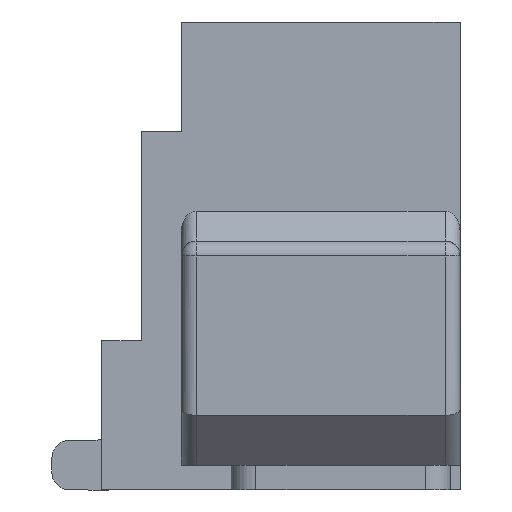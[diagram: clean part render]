
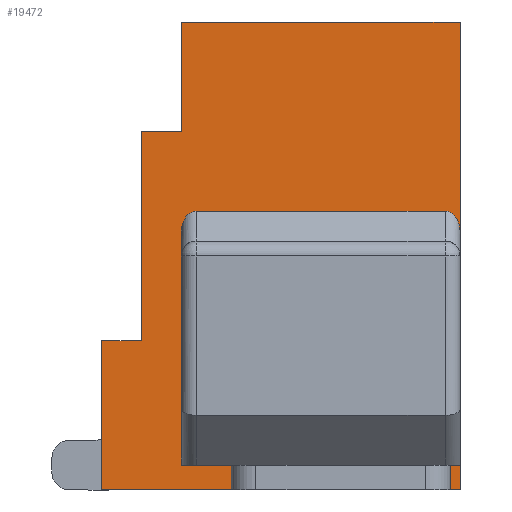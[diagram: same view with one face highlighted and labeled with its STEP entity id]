
A CAD part, left-side view. The second image highlights one B-rep face of the part: STEP entity #19472.
In plain terms, the highlighted planar face has unit normal (-1, 0, 0).
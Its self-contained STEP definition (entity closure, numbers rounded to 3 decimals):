
#96 = CARTESIAN_POINT ( 'NONE',  ( -3.375, -2.7, 2.588 ) ) ;
#226 = VECTOR ( 'NONE', #12987, 1000. ) ;
#389 = CARTESIAN_POINT ( 'NONE',  ( -3.375, -0.05, 2.8 ) ) ;
#503 = CARTESIAN_POINT ( 'NONE',  ( -3.375, 0.1, 0.25 ) ) ;
#828 = VECTOR ( 'NONE', #10550, 1000. ) ;
#884 = AXIS2_PLACEMENT_3D ( 'NONE', #17333, #18567, #1346 ) ;
#1062 = LINE ( 'NONE', #2775, #10885 ) ;
#1073 = CARTESIAN_POINT ( 'NONE',  ( -3.375, 0.5, 1.5 ) ) ;
#1111 = LINE ( 'NONE', #14921, #5533 ) ;
#1167 = EDGE_CURVE ( 'NONE', #19203, #21463, #1393, .T. ) ;
#1237 = VERTEX_POINT ( 'NONE', #3557 ) ;
#1249 = EDGE_CURVE ( 'NONE', #17451, #2089, #8773, .T. ) ;
#1286 = EDGE_CURVE ( 'NONE', #17451, #14122, #6967, .T. ) ;
#1346 = DIRECTION ( 'NONE',  ( 0., -1., 0. ) ) ;
#1393 = LINE ( 'NONE', #10945, #17268 ) ;
#1515 = ORIENTED_EDGE ( 'NONE', *, *, #13707, .F. ) ;
#1616 =( BOUNDED_CURVE ( )  B_SPLINE_CURVE ( 3, ( #8715, #13813, #19251, #96 ),
 .UNSPECIFIED., .F., .F. ) 
 B_SPLINE_CURVE_WITH_KNOTS ( ( 4, 4 ),
 ( 3.142, 4.712 ),
 .UNSPECIFIED. ) 
 CURVE ( )  GEOMETRIC_REPRESENTATION_ITEM ( )  RATIONAL_B_SPLINE_CURVE ( ( 1., 0.805, 0.805, 1. ) ) 
 REPRESENTATION_ITEM ( '' )  );
#2089 = VERTEX_POINT ( 'NONE', #18910 ) ;
#2422 = VERTEX_POINT ( 'NONE', #8234 ) ;
#2717 = EDGE_CURVE ( 'NONE', #1237, #21026, #11475, .T. ) ;
#2775 = CARTESIAN_POINT ( 'NONE',  ( -3.375, -2.7, 2.8 ) ) ;
#3533 = CARTESIAN_POINT ( 'NONE',  ( -3.375, 0.1, 4.7 ) ) ;
#3552 = DIRECTION ( 'NONE',  ( 0., 0., 1. ) ) ;
#3557 = CARTESIAN_POINT ( 'NONE',  ( -3.375, -2.7, 0.25 ) ) ;
#3607 = CARTESIAN_POINT ( 'NONE',  ( -3.375, 0.1, 2.588 ) ) ;
#3672 = EDGE_CURVE ( 'NONE', #6625, #13139, #1062, .T. ) ;
#3873 = ORIENTED_EDGE ( 'NONE', *, *, #20081, .F. ) ;
#4204 = CARTESIAN_POINT ( 'NONE',  ( -3.375, 0.9, 0. ) ) ;
#4459 = EDGE_CURVE ( 'NONE', #2089, #14584, #10227, .T. ) ;
#4744 = CARTESIAN_POINT ( 'NONE',  ( -3.375, 0.1, 2.712 ) ) ;
#5226 = CARTESIAN_POINT ( 'NONE',  ( -3.375, 0.9, 8.262 ) ) ;
#5533 = VECTOR ( 'NONE', #9831, 1000. ) ;
#6334 = VECTOR ( 'NONE', #18397, 1000. ) ;
#6362 = VECTOR ( 'NONE', #3552, 1000. ) ;
#6403 = VECTOR ( 'NONE', #10467, 1000. ) ;
#6436 = DIRECTION ( 'NONE',  ( 0., 0., -1. ) ) ;
#6562 = CARTESIAN_POINT ( 'NONE',  ( -3.375, -0.05, 2.8 ) ) ;
#6625 = VERTEX_POINT ( 'NONE', #389 ) ;
#6657 = EDGE_LOOP ( 'NONE', ( #14344, #22446, #14505, #10786, #1515, #3873, #15918, #11893, #19912, #10638, #17912, #10009, #20316, #7285 ) ) ;
#6702 = LINE ( 'NONE', #5226, #828 ) ;
#6967 = LINE ( 'NONE', #13862, #6403 ) ;
#7092 = EDGE_CURVE ( 'NONE', #1237, #21463, #1111, .T. ) ;
#7285 = ORIENTED_EDGE ( 'NONE', *, *, #2717, .T. ) ;
#8190 = LINE ( 'NONE', #13052, #17208 ) ;
#8234 = CARTESIAN_POINT ( 'NONE',  ( -3.375, -2.7, 2.588 ) ) ;
#8308 = DIRECTION ( 'NONE',  ( 0., -1., 0. ) ) ;
#8535 = CARTESIAN_POINT ( 'NONE',  ( -3.375, 0.1, 3.6 ) ) ;
#8704 =( BOUNDED_CURVE ( )  B_SPLINE_CURVE ( 3, ( #15045, #4744, #22209, #6562 ),
 .UNSPECIFIED., .F., .F. ) 
 B_SPLINE_CURVE_WITH_KNOTS ( ( 4, 4 ),
 ( 4.712, 6.283 ),
 .UNSPECIFIED. ) 
 CURVE ( )  GEOMETRIC_REPRESENTATION_ITEM ( )  RATIONAL_B_SPLINE_CURVE ( ( 1., 0.805, 0.805, 1. ) ) 
 REPRESENTATION_ITEM ( '' )  );
#8715 = CARTESIAN_POINT ( 'NONE',  ( -3.375, -2.55, 2.8 ) ) ;
#8719 = PLANE ( 'NONE',  #884 ) ;
#8734 = CARTESIAN_POINT ( 'NONE',  ( -3.375, 0.9, 1.5 ) ) ;
#8773 = LINE ( 'NONE', #20673, #18335 ) ;
#8853 = LINE ( 'NONE', #12018, #9557 ) ;
#9557 = VECTOR ( 'NONE', #6436, 1000. ) ;
#9733 = EDGE_CURVE ( 'NONE', #16170, #6625, #8704, .T. ) ;
#9831 = DIRECTION ( 'NONE',  ( 0., 0., -1. ) ) ;
#9880 = EDGE_CURVE ( 'NONE', #13139, #2422, #1616, .T. ) ;
#9979 = EDGE_CURVE ( 'NONE', #14122, #12418, #16384, .T. ) ;
#9998 = DIRECTION ( 'NONE',  ( 0., -1., 0. ) ) ;
#10009 = ORIENTED_EDGE ( 'NONE', *, *, #1167, .T. ) ;
#10227 = LINE ( 'NONE', #8535, #6362 ) ;
#10467 = DIRECTION ( 'NONE',  ( 0., 0., -1. ) ) ;
#10512 = CARTESIAN_POINT ( 'NONE',  ( -3.375, -2.7, 4.7 ) ) ;
#10550 = DIRECTION ( 'NONE',  ( 0., 0., -1. ) ) ;
#10638 = ORIENTED_EDGE ( 'NONE', *, *, #9979, .T. ) ;
#10786 = ORIENTED_EDGE ( 'NONE', *, *, #9880, .T. ) ;
#10885 = VECTOR ( 'NONE', #14876, 1000. ) ;
#10945 = CARTESIAN_POINT ( 'NONE',  ( -3.375, -2.7, 0. ) ) ;
#11475 = LINE ( 'NONE', #13404, #6334 ) ;
#11893 = ORIENTED_EDGE ( 'NONE', *, *, #1249, .F. ) ;
#12018 = CARTESIAN_POINT ( 'NONE',  ( -3.375, 0.1, 2.5 ) ) ;
#12037 = CARTESIAN_POINT ( 'NONE',  ( -3.375, -2.55, 2.8 ) ) ;
#12418 = VERTEX_POINT ( 'NONE', #8734 ) ;
#12902 = DIRECTION ( 'NONE',  ( 0., 0., -1. ) ) ;
#12987 = DIRECTION ( 'NONE',  ( 0., 1., 0. ) ) ;
#13052 = CARTESIAN_POINT ( 'NONE',  ( -3.375, -2.7, 4.7 ) ) ;
#13139 = VERTEX_POINT ( 'NONE', #12037 ) ;
#13404 = CARTESIAN_POINT ( 'NONE',  ( -3.375, -2.7, 0.25 ) ) ;
#13707 = EDGE_CURVE ( 'NONE', #22405, #2422, #21090, .T. ) ;
#13813 = CARTESIAN_POINT ( 'NONE',  ( -3.375, -2.638, 2.8 ) ) ;
#13862 = CARTESIAN_POINT ( 'NONE',  ( -3.375, 0.5, 4.7 ) ) ;
#14122 = VERTEX_POINT ( 'NONE', #1073 ) ;
#14344 = ORIENTED_EDGE ( 'NONE', *, *, #14599, .F. ) ;
#14505 = ORIENTED_EDGE ( 'NONE', *, *, #3672, .T. ) ;
#14584 = VERTEX_POINT ( 'NONE', #3533 ) ;
#14591 = CARTESIAN_POINT ( 'NONE',  ( -3.375, -2.7, 4.7 ) ) ;
#14599 = EDGE_CURVE ( 'NONE', #16170, #21026, #8853, .T. ) ;
#14876 = DIRECTION ( 'NONE',  ( 0., -1., 0. ) ) ;
#14921 = CARTESIAN_POINT ( 'NONE',  ( -3.375, -2.7, 4.7 ) ) ;
#15045 = CARTESIAN_POINT ( 'NONE',  ( -3.375, 0.1, 2.588 ) ) ;
#15918 = ORIENTED_EDGE ( 'NONE', *, *, #4459, .F. ) ;
#16170 = VERTEX_POINT ( 'NONE', #3607 ) ;
#16384 = LINE ( 'NONE', #17869, #226 ) ;
#17208 = VECTOR ( 'NONE', #9998, 1000. ) ;
#17268 = VECTOR ( 'NONE', #8308, 1000. ) ;
#17333 = CARTESIAN_POINT ( 'NONE',  ( -3.375, -2.7, 4.7 ) ) ;
#17451 = VERTEX_POINT ( 'NONE', #19687 ) ;
#17869 = CARTESIAN_POINT ( 'NONE',  ( -3.375, -1.1, 1.5 ) ) ;
#17912 = ORIENTED_EDGE ( 'NONE', *, *, #21901, .T. ) ;
#18335 = VECTOR ( 'NONE', #20908, 1000. ) ;
#18397 = DIRECTION ( 'NONE',  ( 0., 1., 0. ) ) ;
#18567 = DIRECTION ( 'NONE',  ( 1., 0., 0. ) ) ;
#18910 = CARTESIAN_POINT ( 'NONE',  ( -3.375, 0.1, 3.6 ) ) ;
#19034 = FACE_OUTER_BOUND ( 'NONE', #6657, .T. ) ;
#19203 = VERTEX_POINT ( 'NONE', #4204 ) ;
#19251 = CARTESIAN_POINT ( 'NONE',  ( -3.375, -2.7, 2.712 ) ) ;
#19472 = ADVANCED_FACE ( 'NONE', ( #19034 ), #8719, .F. ) ;
#19687 = CARTESIAN_POINT ( 'NONE',  ( -3.375, 0.5, 3.6 ) ) ;
#19912 = ORIENTED_EDGE ( 'NONE', *, *, #1286, .T. ) ;
#20081 = EDGE_CURVE ( 'NONE', #14584, #22405, #8190, .T. ) ;
#20316 = ORIENTED_EDGE ( 'NONE', *, *, #7092, .F. ) ;
#20673 = CARTESIAN_POINT ( 'NONE',  ( -3.375, 0.5, 3.6 ) ) ;
#20684 = VECTOR ( 'NONE', #12902, 1000. ) ;
#20908 = DIRECTION ( 'NONE',  ( 0., -1., 0. ) ) ;
#21026 = VERTEX_POINT ( 'NONE', #503 ) ;
#21090 = LINE ( 'NONE', #14591, #20684 ) ;
#21438 = CARTESIAN_POINT ( 'NONE',  ( -3.375, -2.7, 0. ) ) ;
#21463 = VERTEX_POINT ( 'NONE', #21438 ) ;
#21901 = EDGE_CURVE ( 'NONE', #12418, #19203, #6702, .T. ) ;
#22209 = CARTESIAN_POINT ( 'NONE',  ( -3.375, 0.038, 2.8 ) ) ;
#22405 = VERTEX_POINT ( 'NONE', #10512 ) ;
#22446 = ORIENTED_EDGE ( 'NONE', *, *, #9733, .T. ) ;
